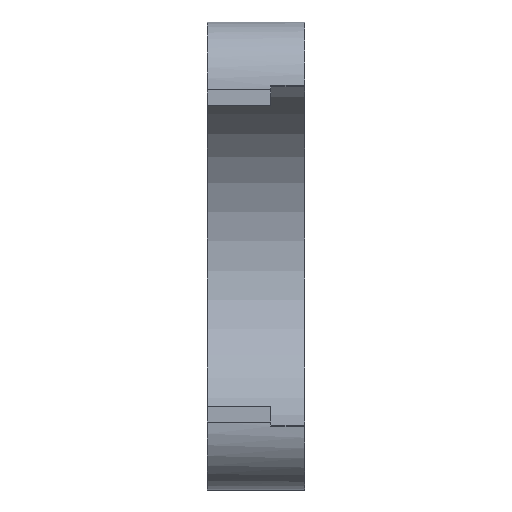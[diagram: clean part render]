
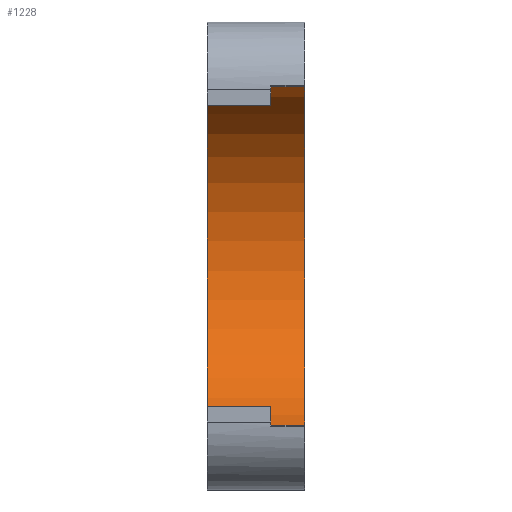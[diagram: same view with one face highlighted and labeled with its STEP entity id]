
A CAD part, left-side view. The second image highlights one B-rep face of the part: STEP entity #1228.
In plain terms, the highlighted cylindrical face has radius 18.5 mm (diameter 37 mm), a partial arc.
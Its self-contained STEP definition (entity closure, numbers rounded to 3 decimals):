
#77 = DIRECTION ( 'NONE',  ( 0., 0., 1. ) ) ;
#249 = EDGE_CURVE ( 'NONE', #2740, #3547, #2826, .T. ) ;
#495 = VECTOR ( 'NONE', #803, 1000. ) ;
#637 = EDGE_LOOP ( 'NONE', ( #1917, #3854, #2981, #1289 ) ) ;
#803 = DIRECTION ( 'NONE',  ( 0., -1., 0. ) ) ;
#1035 = CARTESIAN_POINT ( 'NONE',  ( -23.16, -5.266, 51.727 ) ) ;
#1075 = CIRCLE ( 'NONE', #2340, 18.5 ) ;
#1148 = CARTESIAN_POINT ( 'NONE',  ( -23.16, -5.266, 88.273 ) ) ;
#1158 = AXIS2_PLACEMENT_3D ( 'NONE', #1281, #1588, #77 ) ;
#1228 = ADVANCED_FACE ( 'NONE', ( #2314 ), #3911, .F. ) ;
#1281 = CARTESIAN_POINT ( 'NONE',  ( -26.051, -5.266, 70. ) ) ;
#1289 = ORIENTED_EDGE ( 'NONE', *, *, #249, .T. ) ;
#1413 = DIRECTION ( 'NONE',  ( 0., 0., 1. ) ) ;
#1453 = CIRCLE ( 'NONE', #1676, 18.5 ) ;
#1544 = DIRECTION ( 'NONE',  ( 0., 0., 1. ) ) ;
#1588 = DIRECTION ( 'NONE',  ( 0., 1., 0. ) ) ;
#1676 = AXIS2_PLACEMENT_3D ( 'NONE', #1997, #3508, #1413 ) ;
#1809 = CARTESIAN_POINT ( 'NONE',  ( -26.051, 4.734, 70. ) ) ;
#1829 = EDGE_CURVE ( 'NONE', #3784, #3048, #1971, .T. ) ;
#1861 = CARTESIAN_POINT ( 'NONE',  ( -23.16, -5.266, 88.273 ) ) ;
#1910 = DIRECTION ( 'NONE',  ( 0., 1., 0. ) ) ;
#1917 = ORIENTED_EDGE ( 'NONE', *, *, #2072, .F. ) ;
#1971 = LINE ( 'NONE', #1861, #2447 ) ;
#1997 = CARTESIAN_POINT ( 'NONE',  ( -26.051, -5.266, 70. ) ) ;
#2072 = EDGE_CURVE ( 'NONE', #3784, #3547, #1453, .T. ) ;
#2314 = FACE_OUTER_BOUND ( 'NONE', #637, .T. ) ;
#2340 = AXIS2_PLACEMENT_3D ( 'NONE', #1809, #3047, #1544 ) ;
#2447 = VECTOR ( 'NONE', #1910, 1000. ) ;
#2627 = CARTESIAN_POINT ( 'NONE',  ( -23.16, -5.266, 51.727 ) ) ;
#2740 = VERTEX_POINT ( 'NONE', #3724 ) ;
#2826 = LINE ( 'NONE', #2627, #495 ) ;
#2981 = ORIENTED_EDGE ( 'NONE', *, *, #3324, .T. ) ;
#3047 = DIRECTION ( 'NONE',  ( 0., 1., 0. ) ) ;
#3048 = VERTEX_POINT ( 'NONE', #3809 ) ;
#3324 = EDGE_CURVE ( 'NONE', #3048, #2740, #1075, .T. ) ;
#3508 = DIRECTION ( 'NONE',  ( 0., 1., 0. ) ) ;
#3547 = VERTEX_POINT ( 'NONE', #1035 ) ;
#3724 = CARTESIAN_POINT ( 'NONE',  ( -23.16, 4.734, 51.727 ) ) ;
#3784 = VERTEX_POINT ( 'NONE', #1148 ) ;
#3809 = CARTESIAN_POINT ( 'NONE',  ( -23.16, 4.734, 88.273 ) ) ;
#3854 = ORIENTED_EDGE ( 'NONE', *, *, #1829, .T. ) ;
#3911 = CYLINDRICAL_SURFACE ( 'NONE', #1158, 18.5 ) ;
